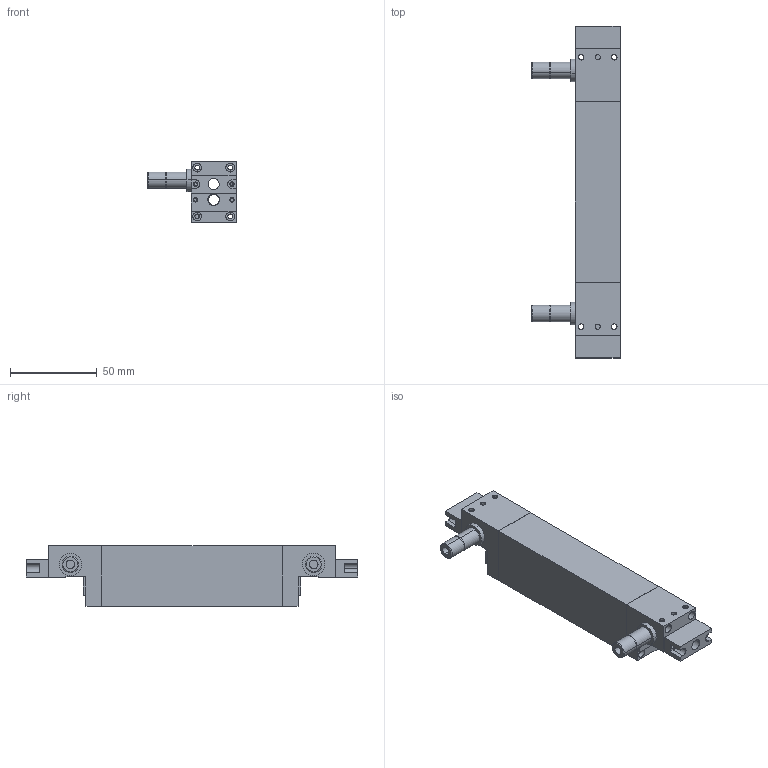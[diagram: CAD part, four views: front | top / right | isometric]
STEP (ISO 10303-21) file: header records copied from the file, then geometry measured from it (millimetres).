
FILE_DESCRIPTION (( 'STEP AP214' ), '1' );
FILE_NAME ('716-A 6X125 Pump Chamber Interface.STEP', '2016-02-10T14:17:14', ( '' ), ( '' ), 'SwSTEP 2.0', 'SolidWorks 2015', '' );
FILE_SCHEMA (( 'AUTOMOTIVE_DESIGN' ));
Length unit declared in the file: metre
Products named in the file (1): 716-A 6X125 Pump Chamber Interface
Bounding box: 51 x 191 x 35 mm (x, y, z)
Surface area: 34668.4 mm2 (no closed solid volume)
Topology: 0 solids, 16 shells, 200 faces, 619 edges, 446 vertices
Faces by surface type: cylinder 106, plane 78, cone 12, torus 4
Entity records: 9821 total; most frequent: CARTESIAN_POINT 1834, DIRECTION 1273, ORIENTED_EDGE 1038, EDGE_CURVE 619, AXIS2_PLACEMENT_3D 485, VERTEX_POINT 446, LINE 303, VECTOR 303
